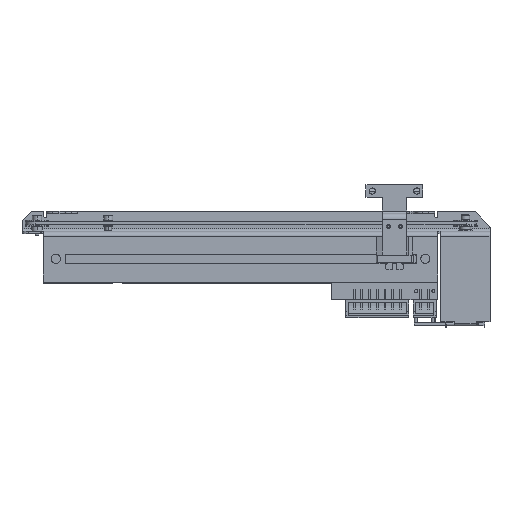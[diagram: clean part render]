
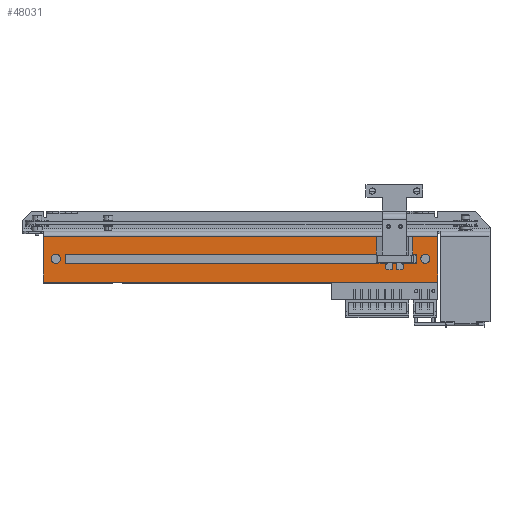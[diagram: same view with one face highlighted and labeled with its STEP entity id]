
A CAD part, front view. The second image highlights one B-rep face of the part: STEP entity #48031.
In plain terms, the highlighted planar face has unit normal (0, -1, 0).
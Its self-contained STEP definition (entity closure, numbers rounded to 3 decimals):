
#1217=DIRECTION('',(0.,0.,-1.));
#1218=VECTOR('',#1217,3.);
#1219=CARTESIAN_POINT('',(-31.747,92.405,
-11.499));
#1220=LINE('',#1219,#1218);
#1253=DIRECTION('',(0.,0.,1.));
#1254=VECTOR('',#1253,3.);
#1255=CARTESIAN_POINT('',(82.253,92.405,-14.499));
#1256=LINE('',#1255,#1254);
#1313=DIRECTION('',(-1.,0.,0.));
#1314=VECTOR('',#1313,114.);
#1315=CARTESIAN_POINT('',(82.253,92.405,-11.499));
#1316=LINE('',#1315,#1314);
#1321=DIRECTION('',(0.,0.,1.));
#1322=VECTOR('',#1321,14.9);
#1323=CARTESIAN_POINT('',(89.253,92.405,-20.588));
#1324=LINE('',#1323,#1322);
#1325=CARTESIAN_POINT('',(85.253,92.405,-12.999));
#1326=DIRECTION('',(0.,1.,0.));
#1327=DIRECTION('',(1.,0.,0.));
#1328=AXIS2_PLACEMENT_3D('',#1325,#1326,#1327);
#1330=CARTESIAN_POINT('',(85.253,92.405,-12.999));
#1331=DIRECTION('',(0.,1.,0.));
#1332=DIRECTION('',(-1.,0.,0.));
#1333=AXIS2_PLACEMENT_3D('',#1330,#1331,#1332);
#1335=CARTESIAN_POINT('',(-34.747,92.405,
-12.999));
#1336=DIRECTION('',(0.,1.,0.));
#1337=DIRECTION('',(1.,0.,0.));
#1338=AXIS2_PLACEMENT_3D('',#1335,#1336,#1337);
#1340=CARTESIAN_POINT('',(-34.747,92.405,
-12.999));
#1341=DIRECTION('',(0.,1.,0.));
#1342=DIRECTION('',(-1.,0.,0.));
#1343=AXIS2_PLACEMENT_3D('',#1340,#1341,#1342);
#1345=DIRECTION('',(1.,0.,0.));
#1346=VECTOR('',#1345,128.);
#1347=CARTESIAN_POINT('',(-38.747,92.405,
-5.688));
#1348=LINE('',#1347,#1346);
#1367=DIRECTION('',(0.,0.,1.));
#1368=VECTOR('',#1367,14.9);
#1369=CARTESIAN_POINT('',(-38.747,92.405,
-20.588));
#1370=LINE('',#1369,#1368);
#1415=DIRECTION('',(-1.,0.,0.));
#1416=VECTOR('',#1415,128.);
#1417=CARTESIAN_POINT('',(89.253,92.405,-20.588));
#1418=LINE('',#1417,#1416);
#34384=DIRECTION('',(1.,0.,0.));
#34385=VECTOR('',#34384,114.);
#34386=CARTESIAN_POINT('',(-31.747,92.405,
-14.499));
#34387=LINE('',#34386,#34385);
#39006=CARTESIAN_POINT('',(82.253,92.405,
-14.499));
#39007=VERTEX_POINT('',#39006);
#39008=CARTESIAN_POINT('',(82.253,92.405,
-11.499));
#39009=VERTEX_POINT('',#39008);
#45037=CARTESIAN_POINT('',(-31.747,92.405,
-11.499));
#45038=VERTEX_POINT('',#45037);
#45039=CARTESIAN_POINT('',(-31.747,92.405,
-14.499));
#45040=VERTEX_POINT('',#45039);
#45173=CARTESIAN_POINT('',(89.253,92.405,
-5.688));
#45174=VERTEX_POINT('',#45173);
#45175=CARTESIAN_POINT('',(89.253,92.405,
-20.588));
#45176=VERTEX_POINT('',#45175);
#45177=CARTESIAN_POINT('',(-38.747,92.405,
-5.688));
#45178=VERTEX_POINT('',#45177);
#45179=CARTESIAN_POINT('',(-38.747,92.405,
-20.588));
#45180=VERTEX_POINT('',#45179);
#46852=CARTESIAN_POINT('',(83.753,92.405,
-12.999));
#46854=VERTEX_POINT('',#46852);
#46856=CARTESIAN_POINT('',(86.753,92.405,
-12.999));
#46858=VERTEX_POINT('',#46856);
#46860=CARTESIAN_POINT('',(-36.247,92.405,
-12.999));
#46862=VERTEX_POINT('',#46860);
#46864=CARTESIAN_POINT('',(-33.247,92.405,
-12.999));
#46866=VERTEX_POINT('',#46864);
#47997=CARTESIAN_POINT('',(25.253,92.405,
-12.233));
#47998=DIRECTION('',(0.,-1.,0.));
#47999=DIRECTION('',(1.,0.,0.));
#48000=AXIS2_PLACEMENT_3D('',#47997,#47998,#47999);
#48001=PLANE('',#48000);
#48003=ORIENTED_EDGE('',*,*,#48002,.T.);
#48005=ORIENTED_EDGE('',*,*,#48004,.F.);
#48007=ORIENTED_EDGE('',*,*,#48006,.T.);
#48009=ORIENTED_EDGE('',*,*,#48008,.T.);
#48010=EDGE_LOOP('',(#48003,#48005,#48007,#48009));
#48011=FACE_OUTER_BOUND('',#48010,.F.);
#48012=ORIENTED_EDGE('',*,*,#47864,.T.);
#48014=ORIENTED_EDGE('',*,*,#48013,.T.);
#48015=ORIENTED_EDGE('',*,*,#47909,.T.);
#48016=ORIENTED_EDGE('',*,*,#47991,.T.);
#48017=EDGE_LOOP('',(#48012,#48014,#48015,#48016));
#48018=FACE_BOUND('',#48017,.F.);
#48020=ORIENTED_EDGE('',*,*,#48019,.F.);
#48022=ORIENTED_EDGE('',*,*,#48021,.F.);
#48023=EDGE_LOOP('',(#48020,#48022));
#48024=FACE_BOUND('',#48023,.F.);
#48026=ORIENTED_EDGE('',*,*,#48025,.F.);
#48028=ORIENTED_EDGE('',*,*,#48027,.F.);
#48029=EDGE_LOOP('',(#48026,#48028));
#48030=FACE_BOUND('',#48029,.F.);
#48031=ADVANCED_FACE('',(#48011,#48018,#48024,#48030),#48001,.T.);
#1329=CIRCLE('',#1328,1.5);
#1334=CIRCLE('',#1333,1.5);
#1339=CIRCLE('',#1338,1.5);
#1344=CIRCLE('',#1343,1.5);
#47864=EDGE_CURVE('',#45038,#45040,#1220,.T.);
#47909=EDGE_CURVE('',#39007,#39009,#1256,.T.);
#47991=EDGE_CURVE('',#39009,#45038,#1316,.T.);
#48002=EDGE_CURVE('',#45178,#45174,#1348,.T.);
#48004=EDGE_CURVE('',#45176,#45174,#1324,.T.);
#48006=EDGE_CURVE('',#45176,#45180,#1418,.T.);
#48008=EDGE_CURVE('',#45180,#45178,#1370,.T.);
#48013=EDGE_CURVE('',#45040,#39007,#34387,.T.);
#48019=EDGE_CURVE('',#46858,#46854,#1329,.T.);
#48021=EDGE_CURVE('',#46854,#46858,#1334,.T.);
#48025=EDGE_CURVE('',#46866,#46862,#1339,.T.);
#48027=EDGE_CURVE('',#46862,#46866,#1344,.T.);
